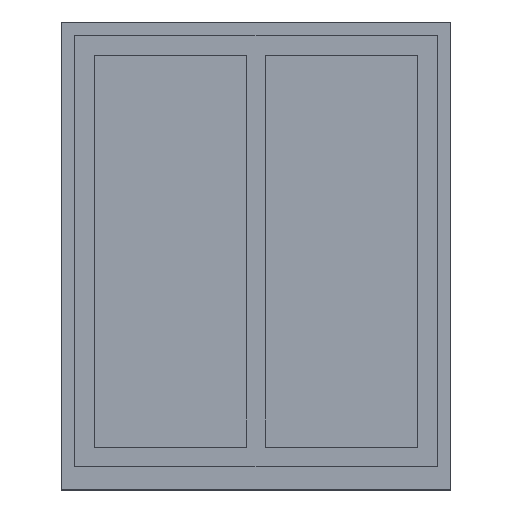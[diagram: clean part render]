
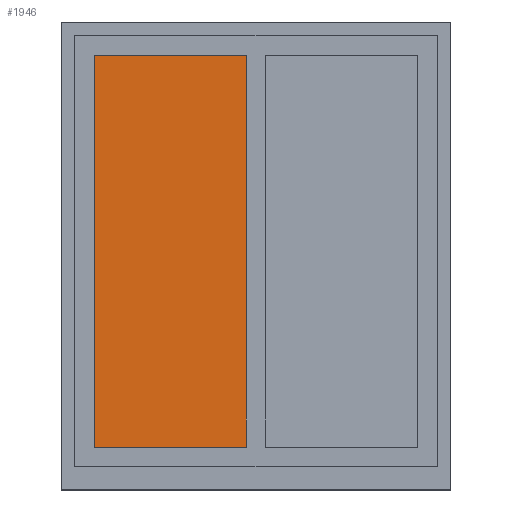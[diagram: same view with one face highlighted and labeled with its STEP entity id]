
A CAD part, top view. The second image highlights one B-rep face of the part: STEP entity #1946.
In plain terms, the highlighted planar face has unit normal (0, 0, 1).
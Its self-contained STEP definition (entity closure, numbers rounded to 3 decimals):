
#1632 = VERTEX_POINT('',#1633);
#1633 = CARTESIAN_POINT('',(8.5,111.5,3.8));
#1640 = PLANE('',#1641);
#1641 = AXIS2_PLACEMENT_3D('',#1642,#1643,#1644);
#1642 = CARTESIAN_POINT('',(8.5,111.5,3.5));
#1643 = DIRECTION('',(0.,1.,0.));
#1644 = DIRECTION('',(1.,0.,0.));
#1652 = PLANE('',#1653);
#1653 = AXIS2_PLACEMENT_3D('',#1654,#1655,#1656);
#1654 = CARTESIAN_POINT('',(8.5,11.,3.5));
#1655 = DIRECTION('',(-1.,0.,0.));
#1656 = DIRECTION('',(0.,1.,0.));
#1664 = EDGE_CURVE('',#1632,#1665,#1667,.T.);
#1665 = VERTEX_POINT('',#1666);
#1666 = CARTESIAN_POINT('',(47.5,111.5,3.8));
#1667 = SURFACE_CURVE('',#1668,(#1672,#1679),.PCURVE_S1.);
#1668 = LINE('',#1669,#1670);
#1669 = CARTESIAN_POINT('',(8.5,111.5,3.8));
#1670 = VECTOR('',#1671,1.);
#1671 = DIRECTION('',(1.,0.,0.));
#1672 = PCURVE('',#1640,#1673);
#1673 = DEFINITIONAL_REPRESENTATION('',(#1674),#1678);
#1674 = LINE('',#1675,#1676);
#1675 = CARTESIAN_POINT('',(0.,-0.3));
#1676 = VECTOR('',#1677,1.);
#1677 = DIRECTION('',(1.,0.));
#1678 = ( GEOMETRIC_REPRESENTATION_CONTEXT(2) 
PARAMETRIC_REPRESENTATION_CONTEXT() REPRESENTATION_CONTEXT('2D SPACE',''
  ) );
#1679 = PCURVE('',#1680,#1685);
#1680 = PLANE('',#1681);
#1681 = AXIS2_PLACEMENT_3D('',#1682,#1683,#1684);
#1682 = CARTESIAN_POINT('',(8.5,111.5,3.8));
#1683 = DIRECTION('',(0.,0.,1.));
#1684 = DIRECTION('',(1.,0.,0.));
#1685 = DEFINITIONAL_REPRESENTATION('',(#1686),#1690);
#1686 = LINE('',#1687,#1688);
#1687 = CARTESIAN_POINT('',(0.,0.));
#1688 = VECTOR('',#1689,1.);
#1689 = DIRECTION('',(1.,0.));
#1690 = ( GEOMETRIC_REPRESENTATION_CONTEXT(2) 
PARAMETRIC_REPRESENTATION_CONTEXT() REPRESENTATION_CONTEXT('2D SPACE',''
  ) );
#1708 = PLANE('',#1709);
#1709 = AXIS2_PLACEMENT_3D('',#1710,#1711,#1712);
#1710 = CARTESIAN_POINT('',(47.5,111.5,3.5));
#1711 = DIRECTION('',(1.,0.,0.));
#1712 = DIRECTION('',(0.,-1.,0.));
#1750 = EDGE_CURVE('',#1665,#1751,#1753,.T.);
#1751 = VERTEX_POINT('',#1752);
#1752 = CARTESIAN_POINT('',(47.5,11.,3.8));
#1753 = SURFACE_CURVE('',#1754,(#1758,#1765),.PCURVE_S1.);
#1754 = LINE('',#1755,#1756);
#1755 = CARTESIAN_POINT('',(47.5,111.5,3.8));
#1756 = VECTOR('',#1757,1.);
#1757 = DIRECTION('',(0.,-1.,0.));
#1758 = PCURVE('',#1708,#1759);
#1759 = DEFINITIONAL_REPRESENTATION('',(#1760),#1764);
#1760 = LINE('',#1761,#1762);
#1761 = CARTESIAN_POINT('',(0.,-0.3));
#1762 = VECTOR('',#1763,1.);
#1763 = DIRECTION('',(1.,0.));
#1764 = ( GEOMETRIC_REPRESENTATION_CONTEXT(2) 
PARAMETRIC_REPRESENTATION_CONTEXT() REPRESENTATION_CONTEXT('2D SPACE',''
  ) );
#1765 = PCURVE('',#1680,#1766);
#1766 = DEFINITIONAL_REPRESENTATION('',(#1767),#1771);
#1767 = LINE('',#1768,#1769);
#1768 = CARTESIAN_POINT('',(39.,0.));
#1769 = VECTOR('',#1770,1.);
#1770 = DIRECTION('',(0.,-1.));
#1771 = ( GEOMETRIC_REPRESENTATION_CONTEXT(2) 
PARAMETRIC_REPRESENTATION_CONTEXT() REPRESENTATION_CONTEXT('2D SPACE',''
  ) );
#1789 = PLANE('',#1790);
#1790 = AXIS2_PLACEMENT_3D('',#1791,#1792,#1793);
#1791 = CARTESIAN_POINT('',(47.5,11.,3.5));
#1792 = DIRECTION('',(0.,-1.,0.));
#1793 = DIRECTION('',(-1.,0.,0.));
#1826 = EDGE_CURVE('',#1751,#1827,#1829,.T.);
#1827 = VERTEX_POINT('',#1828);
#1828 = CARTESIAN_POINT('',(8.5,11.,3.8));
#1829 = SURFACE_CURVE('',#1830,(#1834,#1841),.PCURVE_S1.);
#1830 = LINE('',#1831,#1832);
#1831 = CARTESIAN_POINT('',(47.5,11.,3.8));
#1832 = VECTOR('',#1833,1.);
#1833 = DIRECTION('',(-1.,0.,0.));
#1834 = PCURVE('',#1789,#1835);
#1835 = DEFINITIONAL_REPRESENTATION('',(#1836),#1840);
#1836 = LINE('',#1837,#1838);
#1837 = CARTESIAN_POINT('',(0.,-0.3));
#1838 = VECTOR('',#1839,1.);
#1839 = DIRECTION('',(1.,0.));
#1840 = ( GEOMETRIC_REPRESENTATION_CONTEXT(2) 
PARAMETRIC_REPRESENTATION_CONTEXT() REPRESENTATION_CONTEXT('2D SPACE',''
  ) );
#1841 = PCURVE('',#1680,#1842);
#1842 = DEFINITIONAL_REPRESENTATION('',(#1843),#1847);
#1843 = LINE('',#1844,#1845);
#1844 = CARTESIAN_POINT('',(39.,-100.5));
#1845 = VECTOR('',#1846,1.);
#1846 = DIRECTION('',(-1.,0.));
#1847 = ( GEOMETRIC_REPRESENTATION_CONTEXT(2) 
PARAMETRIC_REPRESENTATION_CONTEXT() REPRESENTATION_CONTEXT('2D SPACE',''
  ) );
#1897 = EDGE_CURVE('',#1827,#1632,#1898,.T.);
#1898 = SURFACE_CURVE('',#1899,(#1903,#1910),.PCURVE_S1.);
#1899 = LINE('',#1900,#1901);
#1900 = CARTESIAN_POINT('',(8.5,11.,3.8));
#1901 = VECTOR('',#1902,1.);
#1902 = DIRECTION('',(0.,1.,0.));
#1903 = PCURVE('',#1652,#1904);
#1904 = DEFINITIONAL_REPRESENTATION('',(#1905),#1909);
#1905 = LINE('',#1906,#1907);
#1906 = CARTESIAN_POINT('',(0.,-0.3));
#1907 = VECTOR('',#1908,1.);
#1908 = DIRECTION('',(1.,0.));
#1909 = ( GEOMETRIC_REPRESENTATION_CONTEXT(2) 
PARAMETRIC_REPRESENTATION_CONTEXT() REPRESENTATION_CONTEXT('2D SPACE',''
  ) );
#1910 = PCURVE('',#1680,#1911);
#1911 = DEFINITIONAL_REPRESENTATION('',(#1912),#1916);
#1912 = LINE('',#1913,#1914);
#1913 = CARTESIAN_POINT('',(0.,-100.5));
#1914 = VECTOR('',#1915,1.);
#1915 = DIRECTION('',(0.,1.));
#1916 = ( GEOMETRIC_REPRESENTATION_CONTEXT(2) 
PARAMETRIC_REPRESENTATION_CONTEXT() REPRESENTATION_CONTEXT('2D SPACE',''
  ) );
#1946 = ADVANCED_FACE('',(#1947),#1680,.T.);
#1947 = FACE_BOUND('',#1948,.F.);
#1948 = EDGE_LOOP('',(#1949,#1950,#1951,#1952));
#1949 = ORIENTED_EDGE('',*,*,#1664,.T.);
#1950 = ORIENTED_EDGE('',*,*,#1750,.T.);
#1951 = ORIENTED_EDGE('',*,*,#1826,.T.);
#1952 = ORIENTED_EDGE('',*,*,#1897,.T.);
